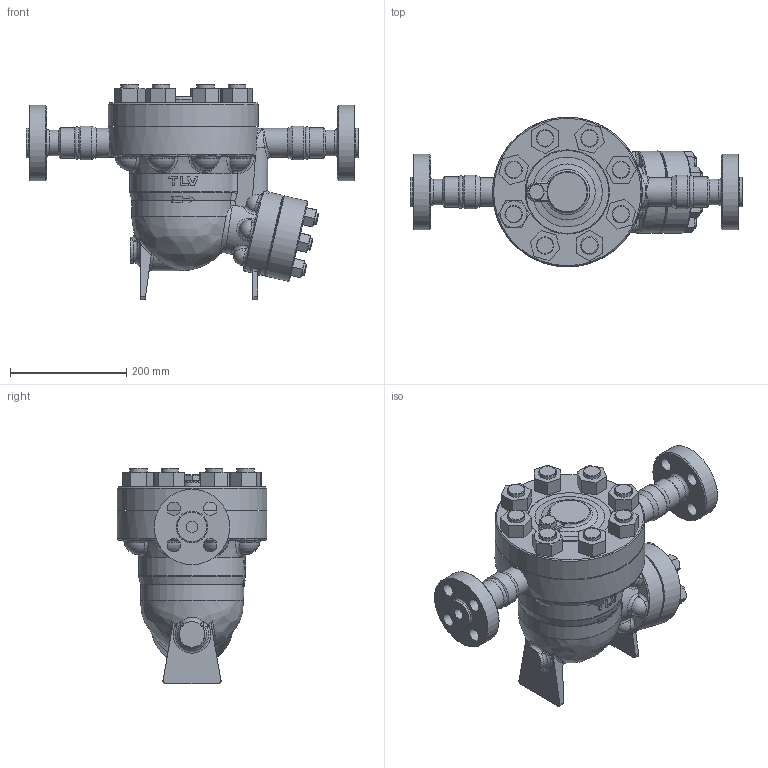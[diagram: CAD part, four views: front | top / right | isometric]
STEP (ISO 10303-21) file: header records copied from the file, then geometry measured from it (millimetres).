
FILE_DESCRIPTION((''),'2;1');
FILE_NAME('jh7hp-020-a0900-00.stp','2010-08-04T08:21:06',('nakaot'),(''),'Autodesk Inventor 2008','Autodesk Inventor 2008','');
FILE_SCHEMA(('AUTOMOTIVE_DESIGN { 1 0 10303 214 1 1 1 1 }'));
Length unit declared in the file: millimetre
Products named in the file (1): jh7hp-020-a0900-00
Bounding box: 572 x 258 x 371 mm (x, y, z)
Volume: 12364165.4 mm3; surface area: 716204.6 mm2
Topology: 1 solids, 1 shells, 561 faces, 1411 edges, 893 vertices
Faces by surface type: plane 209, bspline 191, cone 73, cylinder 65, sphere 15, torus 8
Full cylindrical faces by diameter (mm): 20 x13, 21 x1, 23 x4, 30 x8, 44 x2, 50 x2, 50.8 x1, 53 x1, 58 x2, 70 x1, 83 x1, 130 x1, 142 x2, 164 x1, 258 x2
Entity records: 41605 total; most frequent: CARTESIAN_POINT 30460, ORIENTED_EDGE 2356, DIRECTION 1988, EDGE_CURVE 1178, AXIS2_PLACEMENT_3D 842, VERTEX_POINT 808, EDGE_LOOP 766, FACE_OUTER_BOUND 561
